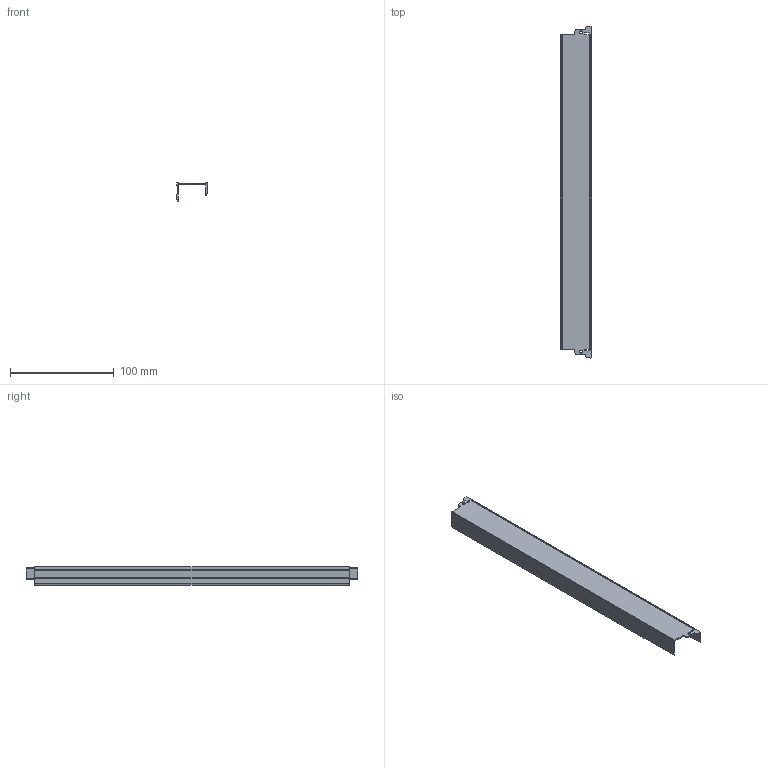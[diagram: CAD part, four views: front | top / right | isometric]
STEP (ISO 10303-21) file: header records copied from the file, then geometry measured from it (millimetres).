
FILE_DESCRIPTION(('OneSpaceDesigner STEP Export'),'2;1');
FILE_NAME('3D_66-535-28_Frontplate.stp','2007-01-03T14:03:06',(''),(''),'OneSpace Designer STEP processor for AP214 (Solid Model)','OneSpace Designer 13.20A 18-Aug-2005 (C) CoCreate Software GmbH','');
FILE_SCHEMA(('AUTOMOTIVE_DESIGN { 1 0 10303 214 1 1 1 1 }'));
Length unit declared in the file: millimetre
Products named in the file (2): 66-535-28
Assembly tree (1 placements, depth 2):
  66-535-28
    66-535-28
Bounding box: 28.96 x 320.1 x 18.12 mm (x, y, z)
Volume: 20664 mm3; surface area: 35224.5 mm2
Topology: 1 solids, 1 shells, 56 faces, 167 edges, 112 vertices
Faces by surface type: plane 32, cylinder 22, bspline 2
Entity records: 2137 total; most frequent: CARTESIAN_POINT 565, ORIENTED_EDGE 334, DIRECTION 304, EDGE_CURVE 167, VECTOR 114, LINE 114, VERTEX_POINT 112, AXIS2_PLACEMENT_3D 95
